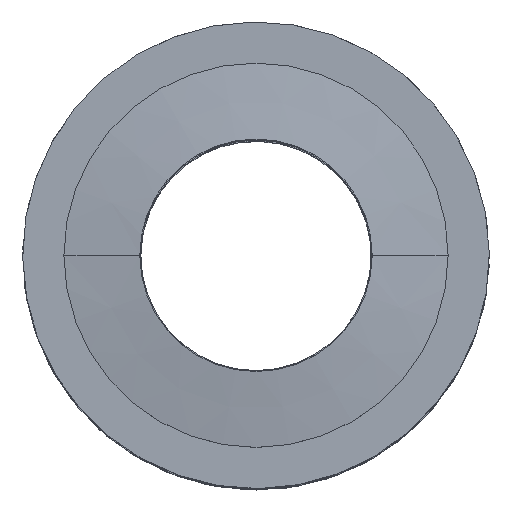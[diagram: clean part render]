
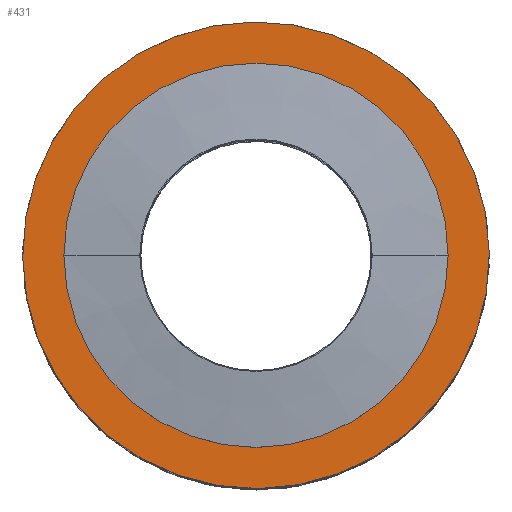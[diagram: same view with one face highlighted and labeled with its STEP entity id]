
A CAD part, top view. The second image highlights one B-rep face of the part: STEP entity #431.
In plain terms, the highlighted planar face has unit normal (0, 0, 1).
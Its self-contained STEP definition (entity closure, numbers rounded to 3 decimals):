
#39 = CIRCLE ( 'NONE', #133, 4.62 ) ;
#49 = CARTESIAN_POINT ( 'NONE',  ( 8.5, 0., 3.2 ) ) ;
#97 = FACE_OUTER_BOUND ( 'NONE', #181, .T. ) ;
#121 = ORIENTED_EDGE ( 'NONE', *, *, #694, .T. ) ;
#133 = AXIS2_PLACEMENT_3D ( 'NONE', #319, #495, #482 ) ;
#149 = CARTESIAN_POINT ( 'NONE',  ( 0., -6.56, 3.2 ) ) ;
#157 = CARTESIAN_POINT ( 'NONE',  ( 0., 0., 3.2 ) ) ;
#181 = EDGE_LOOP ( 'NONE', ( #121 ) ) ;
#204 = VERTEX_POINT ( 'NONE', #438 ) ;
#249 = AXIS2_PLACEMENT_3D ( 'NONE', #149, #385, #336 ) ;
#284 = PLANE ( 'NONE',  #249 ) ;
#319 = CARTESIAN_POINT ( 'NONE',  ( 0., 0., 3.2 ) ) ;
#336 = DIRECTION ( 'NONE',  ( 0., -1., 0. ) ) ;
#375 = ORIENTED_EDGE ( 'NONE', *, *, #526, .T. ) ;
#385 = DIRECTION ( 'NONE',  ( 0., 0., 1. ) ) ;
#431 = ADVANCED_FACE ( 'NONE', ( #97, #677 ), #284, .T. ) ;
#438 = CARTESIAN_POINT ( 'NONE',  ( 4.62, 0., 3.2 ) ) ;
#482 = DIRECTION ( 'NONE',  ( 1., 0., 0. ) ) ;
#495 = DIRECTION ( 'NONE',  ( 0., 0., -1. ) ) ;
#506 = CIRCLE ( 'NONE', #585, 8.5 ) ;
#526 = EDGE_CURVE ( 'NONE', #204, #204, #39, .T. ) ;
#571 = VERTEX_POINT ( 'NONE', #49 ) ;
#585 = AXIS2_PLACEMENT_3D ( 'NONE', #157, #631, #621 ) ;
#599 = EDGE_LOOP ( 'NONE', ( #375 ) ) ;
#621 = DIRECTION ( 'NONE',  ( 1., 0., 0. ) ) ;
#631 = DIRECTION ( 'NONE',  ( 0., 0., 1. ) ) ;
#677 = FACE_BOUND ( 'NONE', #599, .T. ) ;
#694 = EDGE_CURVE ( 'NONE', #571, #571, #506, .T. ) ;
